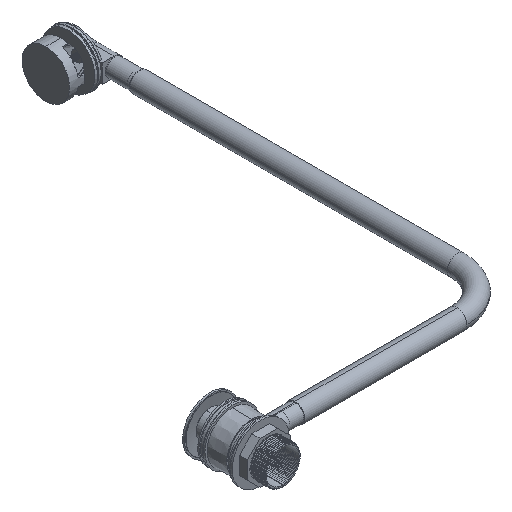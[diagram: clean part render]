
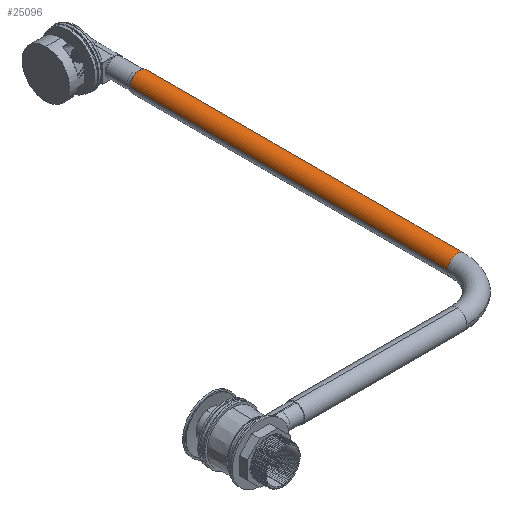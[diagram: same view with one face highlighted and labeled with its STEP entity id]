
A CAD part, isometric view. The second image highlights one B-rep face of the part: STEP entity #25096.
In plain terms, the highlighted cylindrical face has radius 12.5 mm (diameter 25 mm), a partial arc.
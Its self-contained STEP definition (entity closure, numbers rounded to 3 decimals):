
#417 = DIRECTION ( 'NONE',  ( 0., 1., 0. ) ) ;
#2062 = VERTEX_POINT ( 'NONE', #25132 ) ;
#2240 = CARTESIAN_POINT ( 'NONE',  ( 0., -440., -12.5 ) ) ;
#3155 = EDGE_LOOP ( 'NONE', ( #22057, #20608, #19066, #3196 ) ) ;
#3196 = ORIENTED_EDGE ( 'NONE', *, *, #23700, .F. ) ;
#3328 = VECTOR ( 'NONE', #417, 1000. ) ;
#3843 = DIRECTION ( 'NONE',  ( 0., 1., 0. ) ) ;
#3876 = CARTESIAN_POINT ( 'NONE',  ( 0., -440., 12.5 ) ) ;
#5789 = AXIS2_PLACEMENT_3D ( 'NONE', #19500, #17364, #26638 ) ;
#6137 = CARTESIAN_POINT ( 'NONE',  ( 0., -440., 0. ) ) ;
#6164 = LINE ( 'NONE', #3876, #27008 ) ;
#7969 = FACE_OUTER_BOUND ( 'NONE', #3155, .T. ) ;
#9526 = EDGE_CURVE ( 'NONE', #19253, #13939, #29847, .T. ) ;
#10175 = CARTESIAN_POINT ( 'NONE',  ( 0., -32., 12.5 ) ) ;
#11894 = CARTESIAN_POINT ( 'NONE',  ( 0., -440., 12.5 ) ) ;
#12670 = DIRECTION ( 'NONE',  ( 0., 0., 1. ) ) ;
#13132 = DIRECTION ( 'NONE',  ( 0., 0., 1. ) ) ;
#13939 = VERTEX_POINT ( 'NONE', #22202 ) ;
#15349 = EDGE_CURVE ( 'NONE', #19884, #2062, #28426, .T. ) ;
#17088 = EDGE_CURVE ( 'NONE', #13939, #2062, #21294, .T. ) ;
#17277 = CYLINDRICAL_SURFACE ( 'NONE', #17321, 12.5 ) ;
#17321 = AXIS2_PLACEMENT_3D ( 'NONE', #26553, #24260, #12670 ) ;
#17364 = DIRECTION ( 'NONE',  ( 0., 1., 0. ) ) ;
#19066 = ORIENTED_EDGE ( 'NONE', *, *, #15349, .F. ) ;
#19253 = VERTEX_POINT ( 'NONE', #11894 ) ;
#19500 = CARTESIAN_POINT ( 'NONE',  ( 0., -32., 0. ) ) ;
#19884 = VERTEX_POINT ( 'NONE', #10175 ) ;
#20608 = ORIENTED_EDGE ( 'NONE', *, *, #17088, .T. ) ;
#21294 = LINE ( 'NONE', #2240, #3328 ) ;
#22057 = ORIENTED_EDGE ( 'NONE', *, *, #9526, .T. ) ;
#22202 = CARTESIAN_POINT ( 'NONE',  ( 0., -440., -12.5 ) ) ;
#23700 = EDGE_CURVE ( 'NONE', #19253, #19884, #6164, .T. ) ;
#24260 = DIRECTION ( 'NONE',  ( 0., 1., 0. ) ) ;
#25096 = ADVANCED_FACE ( 'NONE', ( #7969 ), #17277, .T. ) ;
#25132 = CARTESIAN_POINT ( 'NONE',  ( 0., -32., -12.5 ) ) ;
#26439 = AXIS2_PLACEMENT_3D ( 'NONE', #6137, #3843, #13132 ) ;
#26553 = CARTESIAN_POINT ( 'NONE',  ( 0., -440., 0. ) ) ;
#26638 = DIRECTION ( 'NONE',  ( 0., 0., 1. ) ) ;
#27008 = VECTOR ( 'NONE', #28726, 1000. ) ;
#28426 = CIRCLE ( 'NONE', #5789, 12.5 ) ;
#28726 = DIRECTION ( 'NONE',  ( 0., 1., 0. ) ) ;
#29847 = CIRCLE ( 'NONE', #26439, 12.5 ) ;
